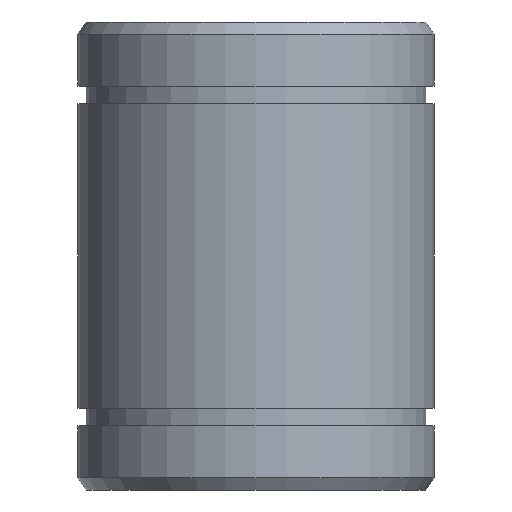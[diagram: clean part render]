
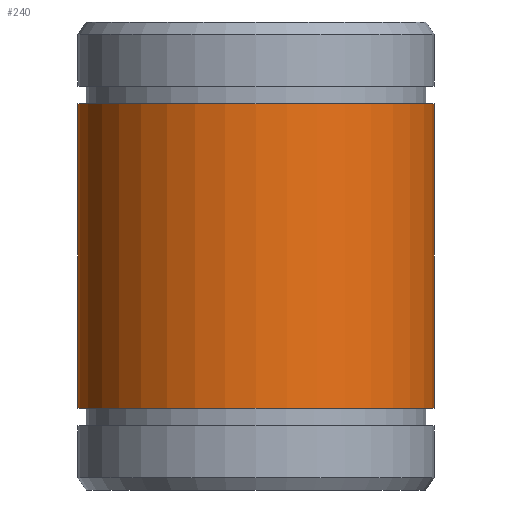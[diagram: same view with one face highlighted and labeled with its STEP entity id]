
A CAD part, front view. The second image highlights one B-rep face of the part: STEP entity #240.
In plain terms, the highlighted cylindrical face has radius 16 mm (diameter 32 mm), a full revolution.
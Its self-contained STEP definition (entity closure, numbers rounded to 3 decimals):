
#32=ORIENTED_EDGE('',*,*,#76,.T.);
#33=ORIENTED_EDGE('',*,*,#77,.F.);
#76=EDGE_CURVE('',#98,#98,#120,.T.);
#77=EDGE_CURVE('',#99,#99,#121,.T.);
#98=VERTEX_POINT('',#412);
#99=VERTEX_POINT('',#414);
#120=CIRCLE('',#276,16.);
#121=CIRCLE('',#277,16.);
#142=EDGE_LOOP('',(#32));
#143=EDGE_LOOP('',(#33));
#186=FACE_BOUND('',#142,.T.);
#187=FACE_BOUND('',#143,.T.);
#230=CYLINDRICAL_SURFACE('',#275,16.);
#240=ADVANCED_FACE('',(#186,#187),#230,.T.);
#275=AXIS2_PLACEMENT_3D('',#410,#321,#322);
#276=AXIS2_PLACEMENT_3D('',#411,#323,#324);
#277=AXIS2_PLACEMENT_3D('',#413,#325,#326);
#321=DIRECTION('',(0.,0.,-1.));
#322=DIRECTION('',(-1.,0.,0.));
#323=DIRECTION('',(0.,0.,-1.));
#324=DIRECTION('',(-1.,0.,0.));
#325=DIRECTION('',(0.,0.,-1.));
#326=DIRECTION('',(-1.,0.,0.));
#410=CARTESIAN_POINT('',(0.,0.,-100.));
#411=CARTESIAN_POINT('',(0.,0.,13.65));
#412=CARTESIAN_POINT('',(-16.,0.,13.65));
#413=CARTESIAN_POINT('',(0.,0.,-13.65));
#414=CARTESIAN_POINT('',(-16.,0.,-13.65));
